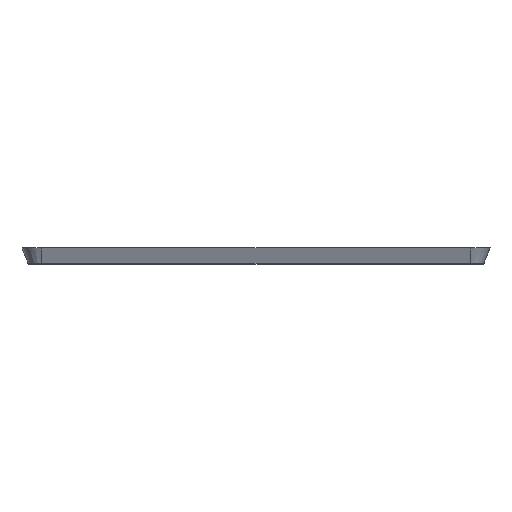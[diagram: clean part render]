
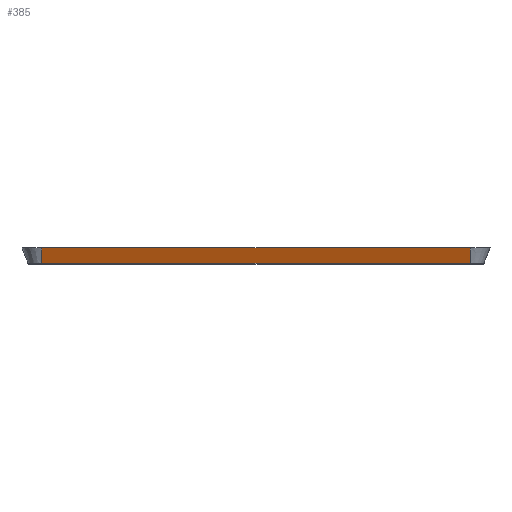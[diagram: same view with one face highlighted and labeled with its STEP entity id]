
A CAD part, top view. The second image highlights one B-rep face of the part: STEP entity #385.
In plain terms, the highlighted planar face has unit normal (0, -0.376, 0.927).
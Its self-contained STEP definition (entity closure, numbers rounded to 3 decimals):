
#58 = VERTEX_POINT ( 'NONE', #1247 ) ;
#67 = FACE_OUTER_BOUND ( 'NONE', #672, .T. ) ;
#133 = CARTESIAN_POINT ( 'NONE',  ( 291.5, 21.004, 264.523 ) ) ;
#137 = VERTEX_POINT ( 'NONE', #387 ) ;
#153 = CARTESIAN_POINT ( 'NONE',  ( 291.5, 21.004, 264.523 ) ) ;
#190 = EDGE_CURVE ( 'NONE', #58, #955, #555, .T. ) ;
#329 = ORIENTED_EDGE ( 'NONE', *, *, #646, .T. ) ;
#358 = VECTOR ( 'NONE', #1383, 1000. ) ;
#385 = ADVANCED_FACE ( 'NONE', ( #67 ), #1021, .F. ) ;
#387 = CARTESIAN_POINT ( 'NONE',  ( -291.5, 0., 256. ) ) ;
#400 = DIRECTION ( 'NONE',  ( -1., 0., 0. ) ) ;
#433 = VECTOR ( 'NONE', #950, 1000. ) ;
#446 = EDGE_CURVE ( 'NONE', #137, #1014, #1142, .T. ) ;
#469 = DIRECTION ( 'NONE',  ( 0., -0.927, -0.376 ) ) ;
#471 = ORIENTED_EDGE ( 'NONE', *, *, #446, .T. ) ;
#482 = DIRECTION ( 'NONE',  ( 0., 0.376, -0.927 ) ) ;
#555 = LINE ( 'NONE', #1367, #639 ) ;
#639 = VECTOR ( 'NONE', #400, 1000. ) ;
#646 = EDGE_CURVE ( 'NONE', #955, #137, #1039, .T. ) ;
#661 = VECTOR ( 'NONE', #469, 1000. ) ;
#672 = EDGE_LOOP ( 'NONE', ( #471, #754, #946, #329 ) ) ;
#754 = ORIENTED_EDGE ( 'NONE', *, *, #1079, .F. ) ;
#849 = CARTESIAN_POINT ( 'NONE',  ( -291.5, 21.004, 264.523 ) ) ;
#946 = ORIENTED_EDGE ( 'NONE', *, *, #190, .T. ) ;
#950 = DIRECTION ( 'NONE',  ( 1., 0., 0. ) ) ;
#955 = VERTEX_POINT ( 'NONE', #1004 ) ;
#1004 = CARTESIAN_POINT ( 'NONE',  ( -291.5, 21.004, 264.523 ) ) ;
#1013 = DIRECTION ( 'NONE',  ( 0., 0.927, 0.376 ) ) ;
#1014 = VERTEX_POINT ( 'NONE', #1024 ) ;
#1021 = PLANE ( 'NONE',  #1404 ) ;
#1024 = CARTESIAN_POINT ( 'NONE',  ( 291.5, 0., 256. ) ) ;
#1039 = LINE ( 'NONE', #849, #358 ) ;
#1079 = EDGE_CURVE ( 'NONE', #58, #1014, #1123, .T. ) ;
#1123 = LINE ( 'NONE', #153, #661 ) ;
#1142 = LINE ( 'NONE', #1369, #433 ) ;
#1247 = CARTESIAN_POINT ( 'NONE',  ( 291.5, 21.004, 264.523 ) ) ;
#1367 = CARTESIAN_POINT ( 'NONE',  ( 291.5, 21.004, 264.523 ) ) ;
#1369 = CARTESIAN_POINT ( 'NONE',  ( -291.5, 0., 256. ) ) ;
#1383 = DIRECTION ( 'NONE',  ( 0., -0.927, -0.376 ) ) ;
#1404 = AXIS2_PLACEMENT_3D ( 'NONE', #133, #482, #1013 ) ;
